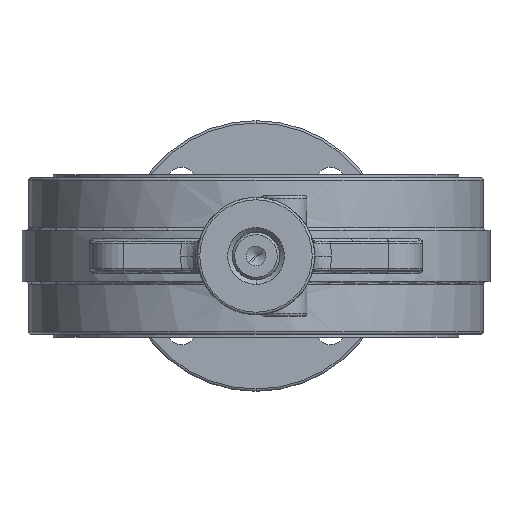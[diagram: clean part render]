
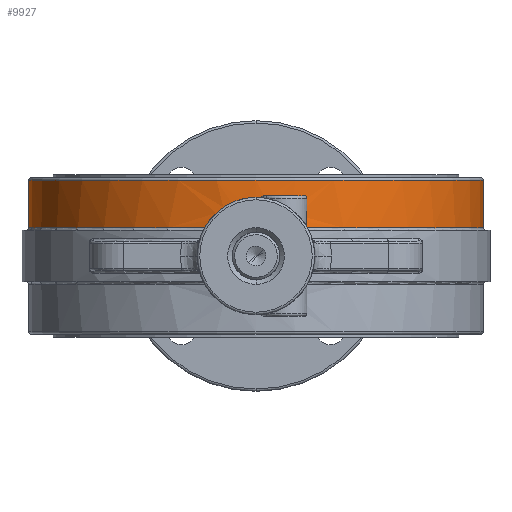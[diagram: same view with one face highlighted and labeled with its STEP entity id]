
A CAD part, front view. The second image highlights one B-rep face of the part: STEP entity #9927.
In plain terms, the highlighted cylindrical face has radius 75.565 mm (diameter 151.13 mm), a partial arc.
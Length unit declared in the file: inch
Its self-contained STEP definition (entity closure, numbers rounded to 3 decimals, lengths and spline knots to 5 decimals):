
#22 = VERTEX_POINT ( 'NONE', #2789 ) ;
#403 = DIRECTION ( 'NONE',  ( 0., 0., 1. ) ) ;
#538 = CIRCLE ( 'NONE', #4526, 2.975 ) ;
#977 = CYLINDRICAL_SURFACE ( 'NONE', #19799, 2.975 ) ;
#1240 = CARTESIAN_POINT ( 'NONE',  ( 0.23646, -2.96577, 0.73097 ) ) ;
#1271 = CARTESIAN_POINT ( 'NONE',  ( -0.2695, -2.96281, 0.71883 ) ) ;
#1273 = DIRECTION ( 'NONE',  ( 1., 0., 0. ) ) ;
#1343 = CARTESIAN_POINT ( 'NONE',  ( 0.59757, -2.91444, 0.48284 ) ) ;
#1371 = CARTESIAN_POINT ( 'NONE',  ( -0.42106, -2.94509, 0.64192 ) ) ;
#1473 = CARTESIAN_POINT ( 'NONE',  ( -0.40667, -2.94711, 0.65113 ) ) ;
#1561 = CARTESIAN_POINT ( 'NONE',  ( 0.50327, -2.93225, 0.58048 ) ) ;
#1717 = EDGE_CURVE ( 'NONE', #9487, #2584, #538, .T. ) ;
#2103 = EDGE_CURVE ( 'NONE', #12637, #22, #17138, .T. ) ;
#2196 = VECTOR ( 'NONE', #12166, 39.37008 ) ;
#2250 = FACE_OUTER_BOUND ( 'NONE', #8851, .T. ) ;
#2584 = VERTEX_POINT ( 'NONE', #10985 ) ;
#2614 = CARTESIAN_POINT ( 'NONE',  ( -0.13736, -2.97258, 0.75826 ) ) ;
#2789 = CARTESIAN_POINT ( 'NONE',  ( -0.67311, -2.89785, 0.36875 ) ) ;
#2913 = ORIENTED_EDGE ( 'NONE', *, *, #1717, .T. ) ;
#2932 = CARTESIAN_POINT ( 'NONE',  ( -0.59759, -2.91444, 0.48282 ) ) ;
#3211 = CARTESIAN_POINT ( 'NONE',  ( 0.63808, -2.90584, 0.42787 ) ) ;
#3493 = ORIENTED_EDGE ( 'NONE', *, *, #12781, .T. ) ;
#4016 = EDGE_CURVE ( 'NONE', #20302, #6592, #5488, .T. ) ;
#4082 = CARTESIAN_POINT ( 'NONE',  ( -2.975, 0., 0.36875 ) ) ;
#4251 = B_SPLINE_CURVE_WITH_KNOTS ( 'NONE', 3,
 ( #10528, #5944, #9164, #10951, #17187, #2932, #12296, #15737, #17290, #9276, #15530, #1371, #1473, #7710, #7817, #18642, #1271, #13970, #16880, #2614, #8966, #7393 ),
 .UNSPECIFIED., .F., .F.,
 ( 4, 2, 2, 2, 2, 2, 2, 2, 2, 2, 4 ),
 ( 0.10156, 0.10286, 0.10417, 0.10677, 0.10938, 0.11068, 0.11198, 0.11459, 0.11589, 0.11719, 0.1224 ),
 .UNSPECIFIED. ) ;
#4517 = AXIS2_PLACEMENT_3D ( 'NONE', #13001, #403, #6446 ) ;
#4526 = AXIS2_PLACEMENT_3D ( 'NONE', #11059, #7819, #1273 ) ;
#4768 = CARTESIAN_POINT ( 'NONE',  ( 0., -2.975, 0.7675 ) ) ;
#5344 = CARTESIAN_POINT ( 'NONE',  ( -2.975, 0., 1.025 ) ) ;
#5488 = CIRCLE ( 'NONE', #16158, 2.975 ) ;
#5724 = DIRECTION ( 'NONE',  ( 0., 0., -1. ) ) ;
#5944 = CARTESIAN_POINT ( 'NONE',  ( -0.66493, -2.89975, 0.38368 ) ) ;
#6013 = CARTESIAN_POINT ( 'NONE',  ( 0.2693, -2.96296, 0.71952 ) ) ;
#6117 = CARTESIAN_POINT ( 'NONE',  ( 0.52849, -2.92778, 0.55759 ) ) ;
#6441 = CARTESIAN_POINT ( 'NONE',  ( 0.06941, -2.975, 0.7675 ) ) ;
#6446 = DIRECTION ( 'NONE',  ( 1., 0., 0. ) ) ;
#6592 = VERTEX_POINT ( 'NONE', #6823 ) ;
#6823 = CARTESIAN_POINT ( 'NONE',  ( -2.975, 0., 0.99375 ) ) ;
#7323 = DIRECTION ( 'NONE',  ( 0., 0., -1. ) ) ;
#7393 = CARTESIAN_POINT ( 'NONE',  ( 0., -2.975, 0.7675 ) ) ;
#7710 = CARTESIAN_POINT ( 'NONE',  ( -0.36273, -2.95295, 0.67723 ) ) ;
#7817 = CARTESIAN_POINT ( 'NONE',  ( -0.33242, -2.95654, 0.69261 ) ) ;
#7819 = DIRECTION ( 'NONE',  ( 0., 0., 1. ) ) ;
#7832 = CARTESIAN_POINT ( 'NONE',  ( 2.975, 0., 0.99375 ) ) ;
#7988 = ORIENTED_EDGE ( 'NONE', *, *, #4016, .T. ) ;
#8242 = ORIENTED_EDGE ( 'NONE', *, *, #11720, .T. ) ;
#8504 = CARTESIAN_POINT ( 'NONE',  ( 0.67311, -2.89785, 0.36875 ) ) ;
#8821 = DIRECTION ( 'NONE',  ( 1., 0., 0. ) ) ;
#8851 = EDGE_LOOP ( 'NONE', ( #8868, #7988, #14332, #9218, #3493, #8242, #2913 ) ) ;
#8868 = ORIENTED_EDGE ( 'NONE', *, *, #10447, .F. ) ;
#8966 = CARTESIAN_POINT ( 'NONE',  ( -0.06937, -2.975, 0.7675 ) ) ;
#9164 = CARTESIAN_POINT ( 'NONE',  ( -0.65625, -2.90173, 0.39836 ) ) ;
#9218 = ORIENTED_EDGE ( 'NONE', *, *, #2103, .T. ) ;
#9276 = CARTESIAN_POINT ( 'NONE',  ( -0.46317, -2.93875, 0.61222 ) ) ;
#9487 = VERTEX_POINT ( 'NONE', #8504 ) ;
#9927 = ADVANCED_FACE ( 'NONE', ( #2250 ), #977, .T. ) ;
#10447 = EDGE_CURVE ( 'NONE', #20302, #2584, #15385, .T. ) ;
#10528 = CARTESIAN_POINT ( 'NONE',  ( -0.67311, -2.89785, 0.36875 ) ) ;
#10597 = CARTESIAN_POINT ( 'NONE',  ( 2.975, 0., 1.025 ) ) ;
#10691 = DIRECTION ( 'NONE',  ( 0., 0., -1. ) ) ;
#10951 = CARTESIAN_POINT ( 'NONE',  ( -0.63785, -2.90583, 0.42719 ) ) ;
#10985 = CARTESIAN_POINT ( 'NONE',  ( 2.975, 0., 0.36875 ) ) ;
#11059 = CARTESIAN_POINT ( 'NONE',  ( 0., 0., 0.36875 ) ) ;
#11128 = CARTESIAN_POINT ( 'NONE',  ( 0.65671, -2.90166, 0.39868 ) ) ;
#11314 = EDGE_CURVE ( 'NONE', #6592, #12637, #20319, .T. ) ;
#11397 = B_SPLINE_CURVE_WITH_KNOTS ( 'NONE', 3,
 ( #12696, #6441, #19043, #1240, #6013, #17369, #17474, #14152, #12588, #14264, #20390, #1561, #6117, #15702, #1343, #3211, #11128, #12367 ),
 .UNSPECIFIED., .F., .F.,
 ( 4, 2, 2, 2, 2, 2, 2, 2, 4 ),
 ( 0., 0.00521, 0.00782, 0.01043, 0.01173, 0.01303, 0.01564, 0.01824, 0.02085 ),
 .UNSPECIFIED. ) ;
#11720 = EDGE_CURVE ( 'NONE', #19443, #9487, #11397, .T. ) ;
#12166 = DIRECTION ( 'NONE',  ( 0., 0., -1. ) ) ;
#12296 = CARTESIAN_POINT ( 'NONE',  ( -0.57562, -2.91888, 0.50879 ) ) ;
#12367 = CARTESIAN_POINT ( 'NONE',  ( 0.67311, -2.89785, 0.36875 ) ) ;
#12588 = CARTESIAN_POINT ( 'NONE',  ( 0.42088, -2.94511, 0.64204 ) ) ;
#12637 = VERTEX_POINT ( 'NONE', #4082 ) ;
#12696 = CARTESIAN_POINT ( 'NONE',  ( 0., -2.975, 0.7675 ) ) ;
#12781 = EDGE_CURVE ( 'NONE', #22, #19443, #4251, .T. ) ;
#13001 = CARTESIAN_POINT ( 'NONE',  ( 0., 0., 0.36875 ) ) ;
#13686 = DIRECTION ( 'NONE',  ( -1., 0., 0. ) ) ;
#13970 = CARTESIAN_POINT ( 'NONE',  ( -0.23713, -2.96558, 0.73015 ) ) ;
#14152 = CARTESIAN_POINT ( 'NONE',  ( 0.40652, -2.94713, 0.65122 ) ) ;
#14264 = CARTESIAN_POINT ( 'NONE',  ( 0.44903, -2.94095, 0.62267 ) ) ;
#14332 = ORIENTED_EDGE ( 'NONE', *, *, #11314, .T. ) ;
#15385 = LINE ( 'NONE', #10597, #2196 ) ;
#15530 = CARTESIAN_POINT ( 'NONE',  ( -0.44932, -2.94091, 0.62247 ) ) ;
#15547 = VECTOR ( 'NONE', #5724, 39.37008 ) ;
#15702 = CARTESIAN_POINT ( 'NONE',  ( 0.57564, -2.91888, 0.50877 ) ) ;
#15737 = CARTESIAN_POINT ( 'NONE',  ( -0.5285, -2.92778, 0.55758 ) ) ;
#16158 = AXIS2_PLACEMENT_3D ( 'NONE', #20287, #10691, #8821 ) ;
#16880 = CARTESIAN_POINT ( 'NONE',  ( -0.22063, -2.96685, 0.73531 ) ) ;
#17138 = CIRCLE ( 'NONE', #4517, 2.975 ) ;
#17187 = CARTESIAN_POINT ( 'NONE',  ( -0.6281, -2.90796, 0.44141 ) ) ;
#17290 = CARTESIAN_POINT ( 'NONE',  ( -0.50335, -2.93223, 0.5804 ) ) ;
#17369 = CARTESIAN_POINT ( 'NONE',  ( 0.33227, -2.95656, 0.69269 ) ) ;
#17474 = CARTESIAN_POINT ( 'NONE',  ( 0.36263, -2.95296, 0.67728 ) ) ;
#18642 = CARTESIAN_POINT ( 'NONE',  ( -0.28542, -2.96132, 0.71266 ) ) ;
#19043 = CARTESIAN_POINT ( 'NONE',  ( 0.13718, -2.97258, 0.75825 ) ) ;
#19443 = VERTEX_POINT ( 'NONE', #4768 ) ;
#19799 = AXIS2_PLACEMENT_3D ( 'NONE', #20046, #7323, #13686 ) ;
#20046 = CARTESIAN_POINT ( 'NONE',  ( 0., 0., 1.025 ) ) ;
#20287 = CARTESIAN_POINT ( 'NONE',  ( 0., 0., 0.99375 ) ) ;
#20302 = VERTEX_POINT ( 'NONE', #7832 ) ;
#20319 = LINE ( 'NONE', #5344, #15547 ) ;
#20390 = CARTESIAN_POINT ( 'NONE',  ( 0.46286, -2.9388, 0.61246 ) ) ;
